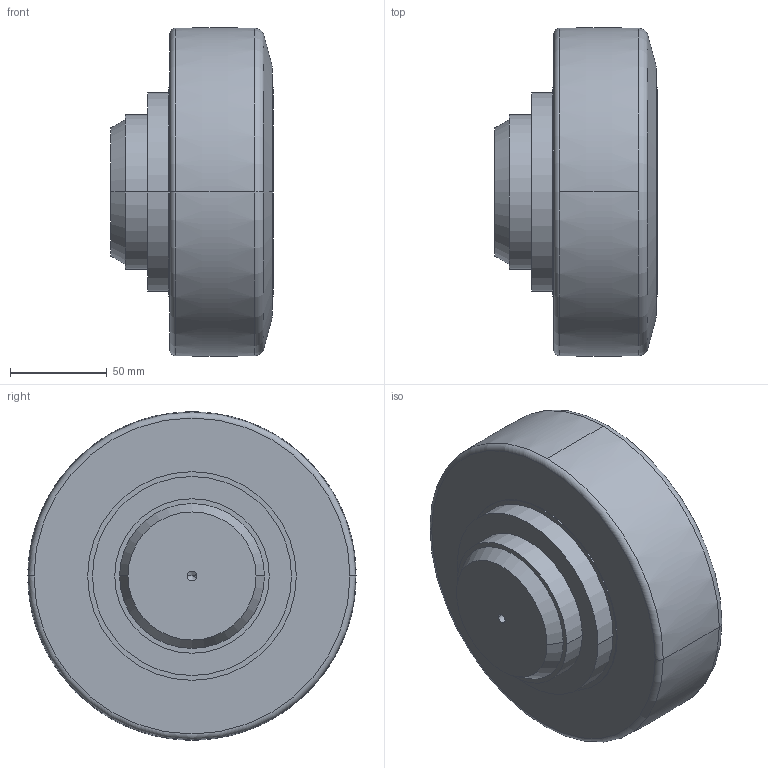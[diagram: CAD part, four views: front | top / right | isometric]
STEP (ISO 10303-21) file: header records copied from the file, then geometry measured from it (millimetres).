
FILE_DESCRIPTION(('STEP AP203'),'1');
FILE_NAME('2_064.stp','2024-01-03T06:27:25',('TraceParts'),('TraceParts S.A.'),'Spatial InterOp 3D',' ',' ');
FILE_SCHEMA(('CONFIG_CONTROL_DESIGN'));
Length unit declared in the file: millimetre
Products named in the file (1): 1
Bounding box: 84 x 169.95 x 169.95 mm (x, y, z)
Volume: 1359630.8 mm3; surface area: 77575.9 mm2
Topology: 1 solids, 1 shells, 40 faces, 82 edges, 51 vertices
Faces by surface type: cylinder 16, plane 10, torus 8, cone 6
Entity records: 1110 total; most frequent: DIRECTION 220, CARTESIAN_POINT 172, ORIENTED_EDGE 160, AXIS2_PLACEMENT_3D 99, EDGE_CURVE 80, CIRCLE 58, VERTEX_POINT 51, EDGE_LOOP 49
